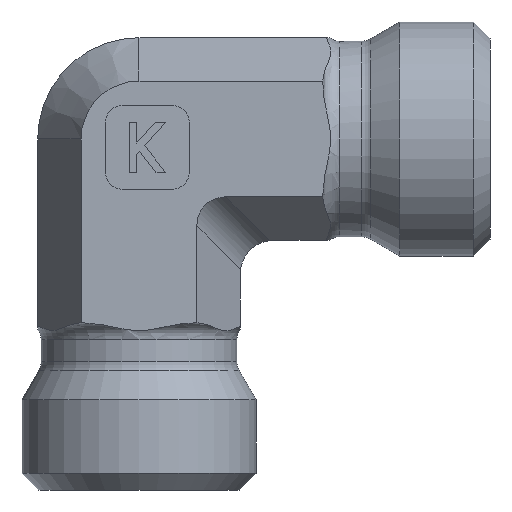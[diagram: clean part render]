
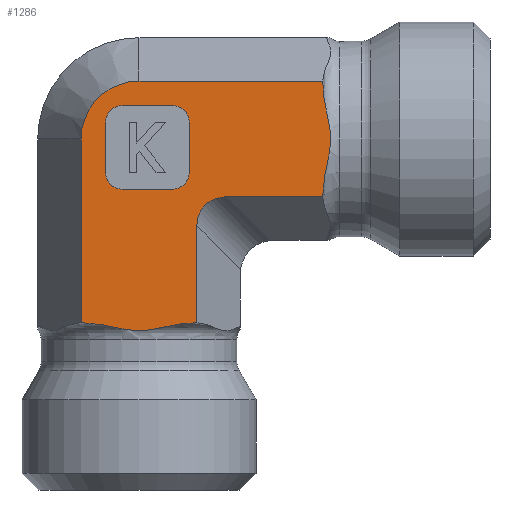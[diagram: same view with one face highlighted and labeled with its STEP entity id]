
A CAD part, left-side view. The second image highlights one B-rep face of the part: STEP entity #1286.
In plain terms, the highlighted planar face has unit normal (-1, 0, 0).
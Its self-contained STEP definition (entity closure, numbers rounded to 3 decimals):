
#139=CARTESIAN_POINT('',(-25.685,13.008,2.5));
#140=VERTEX_POINT('',#139);
#141=CARTESIAN_POINT('',(-25.685,12.849,2.5));
#142=VERTEX_POINT('',#141);
#143=CARTESIAN_POINT('',(-25.685,13.008,2.5));
#144=DIRECTION('',(0.0,-1.0,0.0));
#145=VECTOR('',#144,0.159);
#146=LINE('',#143,#145);
#147=EDGE_CURVE('',#140,#142,#146,.T.);
#172=CARTESIAN_POINT('',(-25.685,6.239,2.5));
#173=VERTEX_POINT('',#172);
#174=CARTESIAN_POINT('',(-25.685,6.08,2.5));
#175=VERTEX_POINT('',#174);
#176=CARTESIAN_POINT('',(-25.685,6.239,2.5));
#177=DIRECTION('',(0.0,-1.0,0.0));
#178=VECTOR('',#177,0.159);
#179=LINE('',#176,#178);
#180=EDGE_CURVE('',#173,#175,#179,.T.);
#205=CARTESIAN_POINT('',(-25.685,12.849,2.5));
#206=CARTESIAN_POINT('',(-25.685,12.475,2.5));
#207=CARTESIAN_POINT('',(-25.685,12.031,2.442));
#208=CARTESIAN_POINT('',(-25.685,10.999,2.25));
#209=CARTESIAN_POINT('',(-25.685,10.22,2.027));
#210=CARTESIAN_POINT('',(-25.685,8.868,2.027));
#211=CARTESIAN_POINT('',(-25.685,8.088,2.25));
#212=CARTESIAN_POINT('',(-25.685,7.057,2.442));
#213=CARTESIAN_POINT('',(-25.685,6.612,2.5));
#214=CARTESIAN_POINT('',(-25.685,6.239,2.5));
#215=B_SPLINE_CURVE_WITH_KNOTS('',3,(#205,#206,#207,#208,#209,#210,#211,#212,#213,#214),.UNSPECIFIED.,.F.,.U.,(4,2,2,2,4),(0.734,0.846,1.049,1.252,1.364),.UNSPECIFIED.);
#216=EDGE_CURVE('',#142,#173,#215,.T.);
#403=CARTESIAN_POINT('',(-25.685,6.08,8.304));
#404=VERTEX_POINT('',#403);
#411=CARTESIAN_POINT('',(-25.685,6.08,2.5));
#412=DIRECTION('',(0.0,0.0,1.0));
#413=VECTOR('',#412,5.804);
#414=LINE('',#411,#413);
#415=EDGE_CURVE('',#175,#404,#414,.T.);
#1000=CARTESIAN_POINT('',(-25.685,-1.456,16.805));
#1001=VERTEX_POINT('',#1000);
#1009=CARTESIAN_POINT('',(-25.685,-1.456,10.195));
#1010=VERTEX_POINT('',#1009);
#1011=CARTESIAN_POINT('',(-25.685,-1.456,10.195));
#1012=CARTESIAN_POINT('',(-25.685,-1.456,10.568));
#1013=CARTESIAN_POINT('',(-25.685,-1.514,11.013));
#1014=CARTESIAN_POINT('',(-25.685,-1.706,12.044));
#1015=CARTESIAN_POINT('',(-25.685,-1.929,12.824));
#1016=CARTESIAN_POINT('',(-25.685,-1.929,14.176));
#1017=CARTESIAN_POINT('',(-25.685,-1.706,14.956));
#1018=CARTESIAN_POINT('',(-25.685,-1.514,15.987));
#1019=CARTESIAN_POINT('',(-25.685,-1.456,16.432));
#1020=CARTESIAN_POINT('',(-25.685,-1.456,16.805));
#1021=B_SPLINE_CURVE_WITH_KNOTS('',3,(#1011,#1012,#1013,#1014,#1015,#1016,#1017,#1018,#1019,#1020),.UNSPECIFIED.,.F.,.U.,(4,2,2,2,4),(0.734,0.846,1.049,1.252,1.364),.UNSPECIFIED.);
#1022=EDGE_CURVE('',#1010,#1001,#1021,.T.);
#1039=CARTESIAN_POINT('',(-25.685,-1.456,16.964));
#1040=VERTEX_POINT('',#1039);
#1041=CARTESIAN_POINT('',(-25.685,-1.456,16.805));
#1042=DIRECTION('',(0.0,0.0,1.0));
#1043=VECTOR('',#1042,0.159);
#1044=LINE('',#1041,#1043);
#1045=EDGE_CURVE('',#1001,#1040,#1044,.T.);
#1094=CARTESIAN_POINT('',(-25.685,-1.456,10.036));
#1095=VERTEX_POINT('',#1094);
#1103=CARTESIAN_POINT('',(-25.685,-1.456,10.036));
#1104=DIRECTION('',(0.0,0.0,1.0));
#1105=VECTOR('',#1104,0.159);
#1106=LINE('',#1103,#1105);
#1107=EDGE_CURVE('',#1095,#1010,#1106,.T.);
#1164=CARTESIAN_POINT('',(-25.685,6.08,0.0));
#1165=DIRECTION('',(-1.0,0.0,0.0));
#1166=DIRECTION('',(0.0,0.0,1.0));
#1167=AXIS2_PLACEMENT_3D('',#1164,#1165,#1166);
#1168=PLANE('',#1167);
#1169=ORIENTED_EDGE('',*,*,#180,.T.);
#1170=ORIENTED_EDGE('',*,*,#415,.T.);
#1171=CARTESIAN_POINT('',(-25.685,4.348,10.036));
#1172=VERTEX_POINT('',#1171);
#1173=CARTESIAN_POINT('',(-25.685,3.77,7.726));
#1174=DIRECTION('',(-1.0,0.0,0.0));
#1175=DIRECTION('',(0.0,0.707,0.707));
#1176=AXIS2_PLACEMENT_3D('',#1173,#1174,#1175);
#1177=ELLIPSE('',#1176,2.582,2.0);
#1178=EDGE_CURVE('',#1172,#404,#1177,.T.);
#1179=ORIENTED_EDGE('',*,*,#1178,.F.);
#1180=CARTESIAN_POINT('',(-25.685,4.348,10.036));
#1181=DIRECTION('',(0.0,-1.0,0.0));
#1182=VECTOR('',#1181,5.804);
#1183=LINE('',#1180,#1182);
#1184=EDGE_CURVE('',#1172,#1095,#1183,.T.);
#1185=ORIENTED_EDGE('',*,*,#1184,.T.);
#1186=ORIENTED_EDGE('',*,*,#1107,.T.);
#1187=ORIENTED_EDGE('',*,*,#1022,.T.);
#1188=ORIENTED_EDGE('',*,*,#1045,.T.);
#1189=CARTESIAN_POINT('',(-25.685,9.544,16.964));
#1190=VERTEX_POINT('',#1189);
#1191=CARTESIAN_POINT('',(-25.685,9.544,16.964));
#1192=DIRECTION('',(0.0,-1.0,0.0));
#1193=VECTOR('',#1192,11.0);
#1194=LINE('',#1191,#1193);
#1195=EDGE_CURVE('',#1190,#1040,#1194,.T.);
#1196=ORIENTED_EDGE('',*,*,#1195,.F.);
#1197=CARTESIAN_POINT('',(-25.685,13.008,13.5));
#1198=VERTEX_POINT('',#1197);
#1199=CARTESIAN_POINT('',(-25.685,9.544,13.5));
#1200=DIRECTION('',(-1.0,0.0,0.0));
#1201=DIRECTION('',(0.0,0.0,1.0));
#1202=AXIS2_PLACEMENT_3D('',#1199,#1200,#1201);
#1203=CIRCLE('',#1202,3.464);
#1204=EDGE_CURVE('',#1190,#1198,#1203,.T.);
#1205=ORIENTED_EDGE('',*,*,#1204,.T.);
#1206=CARTESIAN_POINT('',(-25.685,13.008,2.5));
#1207=DIRECTION('',(0.0,0.0,1.0));
#1208=VECTOR('',#1207,11.);
#1209=LINE('',#1206,#1208);
#1210=EDGE_CURVE('',#140,#1198,#1209,.T.);
#1211=ORIENTED_EDGE('',*,*,#1210,.F.);
#1212=ORIENTED_EDGE('',*,*,#147,.T.);
#1213=ORIENTED_EDGE('',*,*,#216,.T.);
#1214=EDGE_LOOP('',(#1169,#1170,#1179,#1185,#1186,#1187,#1188,#1196,#1205,#1211,#1212,#1213));
#1215=FACE_OUTER_BOUND('',#1214,.T.);
#1216=CARTESIAN_POINT('',(-25.685,7.544,10.5));
#1217=VERTEX_POINT('',#1216);
#1218=CARTESIAN_POINT('',(-25.685,10.544,10.5));
#1219=VERTEX_POINT('',#1218);
#1220=CARTESIAN_POINT('',(-25.685,7.544,10.5));
#1221=DIRECTION('',(0.0,1.0,0.0));
#1222=VECTOR('',#1221,3.0);
#1223=LINE('',#1220,#1222);
#1224=EDGE_CURVE('',#1217,#1219,#1223,.T.);
#1225=ORIENTED_EDGE('',*,*,#1224,.T.);
#1226=CARTESIAN_POINT('',(-25.685,11.544,11.5));
#1227=VERTEX_POINT('',#1226);
#1228=CARTESIAN_POINT('',(-25.685,10.544,11.5));
#1229=DIRECTION('',(-1.0,0.0,0.0));
#1230=DIRECTION('',(0.0,0.707,-0.707));
#1231=AXIS2_PLACEMENT_3D('',#1228,#1229,#1230);
#1232=CIRCLE('',#1231,1.0);
#1233=EDGE_CURVE('',#1227,#1219,#1232,.T.);
#1234=ORIENTED_EDGE('',*,*,#1233,.F.);
#1235=CARTESIAN_POINT('',(-25.685,11.544,14.5));
#1236=VERTEX_POINT('',#1235);
#1237=CARTESIAN_POINT('',(-25.685,11.544,11.5));
#1238=DIRECTION('',(0.0,0.0,1.0));
#1239=VECTOR('',#1238,3.);
#1240=LINE('',#1237,#1239);
#1241=EDGE_CURVE('',#1227,#1236,#1240,.T.);
#1242=ORIENTED_EDGE('',*,*,#1241,.T.);
#1243=CARTESIAN_POINT('',(-25.685,10.544,15.5));
#1244=VERTEX_POINT('',#1243);
#1245=CARTESIAN_POINT('',(-25.685,10.544,14.5));
#1246=DIRECTION('',(-1.0,0.0,0.0));
#1247=DIRECTION('',(0.0,0.707,0.707));
#1248=AXIS2_PLACEMENT_3D('',#1245,#1246,#1247);
#1249=CIRCLE('',#1248,1.0);
#1250=EDGE_CURVE('',#1244,#1236,#1249,.T.);
#1251=ORIENTED_EDGE('',*,*,#1250,.F.);
#1252=CARTESIAN_POINT('',(-25.685,7.544,15.5));
#1253=VERTEX_POINT('',#1252);
#1254=CARTESIAN_POINT('',(-25.685,10.544,15.5));
#1255=DIRECTION('',(0.0,-1.0,0.0));
#1256=VECTOR('',#1255,3.0);
#1257=LINE('',#1254,#1256);
#1258=EDGE_CURVE('',#1244,#1253,#1257,.T.);
#1259=ORIENTED_EDGE('',*,*,#1258,.T.);
#1260=CARTESIAN_POINT('',(-25.685,6.544,14.5));
#1261=VERTEX_POINT('',#1260);
#1262=CARTESIAN_POINT('',(-25.685,7.544,14.5));
#1263=DIRECTION('',(-1.0,0.0,0.0));
#1264=DIRECTION('',(0.0,-0.707,0.707));
#1265=AXIS2_PLACEMENT_3D('',#1262,#1263,#1264);
#1266=CIRCLE('',#1265,1.0);
#1267=EDGE_CURVE('',#1261,#1253,#1266,.T.);
#1268=ORIENTED_EDGE('',*,*,#1267,.F.);
#1269=CARTESIAN_POINT('',(-25.685,6.544,11.5));
#1270=VERTEX_POINT('',#1269);
#1271=CARTESIAN_POINT('',(-25.685,6.544,14.5));
#1272=DIRECTION('',(0.0,0.0,-1.0));
#1273=VECTOR('',#1272,3.);
#1274=LINE('',#1271,#1273);
#1275=EDGE_CURVE('',#1261,#1270,#1274,.T.);
#1276=ORIENTED_EDGE('',*,*,#1275,.T.);
#1277=CARTESIAN_POINT('',(-25.685,7.544,11.5));
#1278=DIRECTION('',(-1.0,0.0,0.0));
#1279=DIRECTION('',(0.0,-0.707,-0.707));
#1280=AXIS2_PLACEMENT_3D('',#1277,#1278,#1279);
#1281=CIRCLE('',#1280,1.0);
#1282=EDGE_CURVE('',#1217,#1270,#1281,.T.);
#1283=ORIENTED_EDGE('',*,*,#1282,.F.);
#1284=EDGE_LOOP('',(#1225,#1234,#1242,#1251,#1259,#1268,#1276,#1283));
#1285=FACE_BOUND('',#1284,.T.);
#1286=ADVANCED_FACE('',(#1215,#1285),#1168,.T.);
